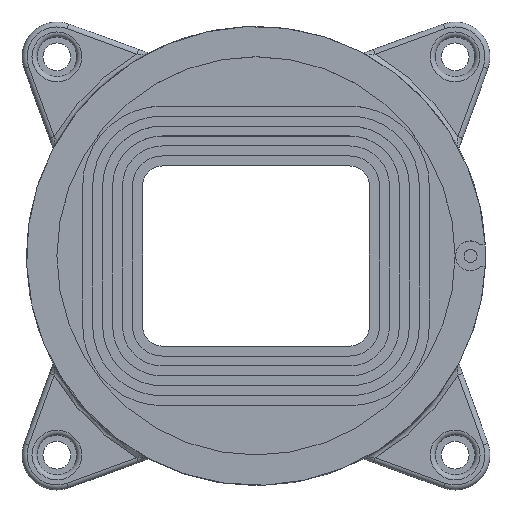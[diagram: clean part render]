
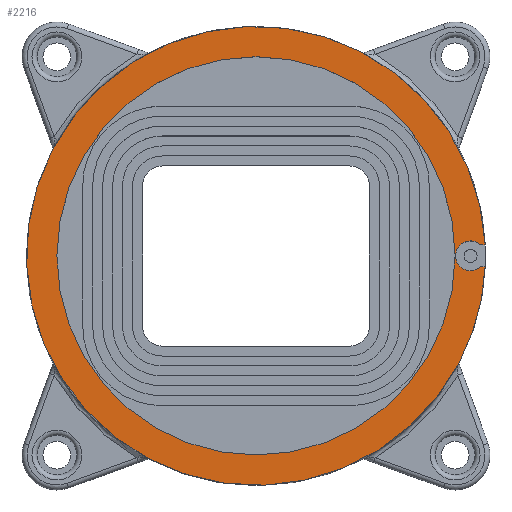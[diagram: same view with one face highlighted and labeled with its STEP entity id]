
A CAD part, top view. The second image highlights one B-rep face of the part: STEP entity #2216.
In plain terms, the highlighted planar face has unit normal (0, 0, 1).
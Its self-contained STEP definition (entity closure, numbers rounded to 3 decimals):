
#91=LINE('',#3915,#263);
#94=LINE('',#3920,#266);
#263=VECTOR('',#2799,0.454);
#266=VECTOR('',#2806,0.454);
#407=PLANE('',#2402);
#520=FACE_BOUND('',#748,.T.);
#598=FACE_OUTER_BOUND('',#747,.T.);
#747=EDGE_LOOP('',(#1745,#1746,#1747,#1748));
#748=EDGE_LOOP('',(#1749));
#861=CIRCLE('',#2320,23.05);
#905=CIRCLE('',#2397,1.5);
#907=CIRCLE('',#2403,20.);
#993=VERTEX_POINT('',#3390);
#994=VERTEX_POINT('',#3392);
#1055=VERTEX_POINT('',#3906);
#1056=VERTEX_POINT('',#3907);
#1059=VERTEX_POINT('',#3922);
#1218=EDGE_CURVE('',#993,#994,#861,.T.);
#1311=EDGE_CURVE('',#1055,#1056,#905,.T.);
#1315=EDGE_CURVE('',#1056,#994,#91,.T.);
#1318=EDGE_CURVE('',#993,#1055,#94,.T.);
#1319=EDGE_CURVE('',#1059,#1059,#907,.T.);
#1745=ORIENTED_EDGE('',*,*,#1318,.T.);
#1746=ORIENTED_EDGE('',*,*,#1311,.T.);
#1747=ORIENTED_EDGE('',*,*,#1315,.T.);
#1748=ORIENTED_EDGE('',*,*,#1218,.F.);
#1749=ORIENTED_EDGE('',*,*,#1319,.F.);
#2216=ADVANCED_FACE('',(#598,#520),#407,.T.);
#2320=AXIS2_PLACEMENT_3D('',#3393,#2606,#2607);
#2397=AXIS2_PLACEMENT_3D('',#3908,#2791,#2792);
#2402=AXIS2_PLACEMENT_3D('',#3921,#2807,#2808);
#2403=AXIS2_PLACEMENT_3D('',#3923,#2809,#2810);
#2606=DIRECTION('center_axis',(0.,0.,-1.));
#2607=DIRECTION('ref_axis',(0.884,-0.468,0.));
#2791=DIRECTION('center_axis',(0.,0.,-1.));
#2792=DIRECTION('ref_axis',(-1.,0.,0.));
#2799=DIRECTION('',(1.,0.,0.));
#2806=DIRECTION('',(-1.,0.,0.));
#2807=DIRECTION('center_axis',(0.,0.,1.));
#2808=DIRECTION('ref_axis',(1.,0.,0.));
#2809=DIRECTION('center_axis',(0.,0.,1.));
#2810=DIRECTION('ref_axis',(-1.,0.,0.));
#3390=CARTESIAN_POINT('',(50.969,29.835,11.));
#3392=CARTESIAN_POINT('',(50.969,32.035,11.));
#3393=CARTESIAN_POINT('Origin',(27.946,30.935,11.));
#3906=CARTESIAN_POINT('',(50.515,29.835,11.));
#3907=CARTESIAN_POINT('',(50.515,32.035,11.));
#3908=CARTESIAN_POINT('Origin',(49.496,30.935,11.));
#3915=CARTESIAN_POINT('',(39.23,32.035,11.));
#3920=CARTESIAN_POINT('',(40.221,29.835,11.));
#3921=CARTESIAN_POINT('Origin',(27.946,30.935,11.));
#3922=CARTESIAN_POINT('',(47.946,30.935,11.));
#3923=CARTESIAN_POINT('Origin',(27.946,30.935,11.));
